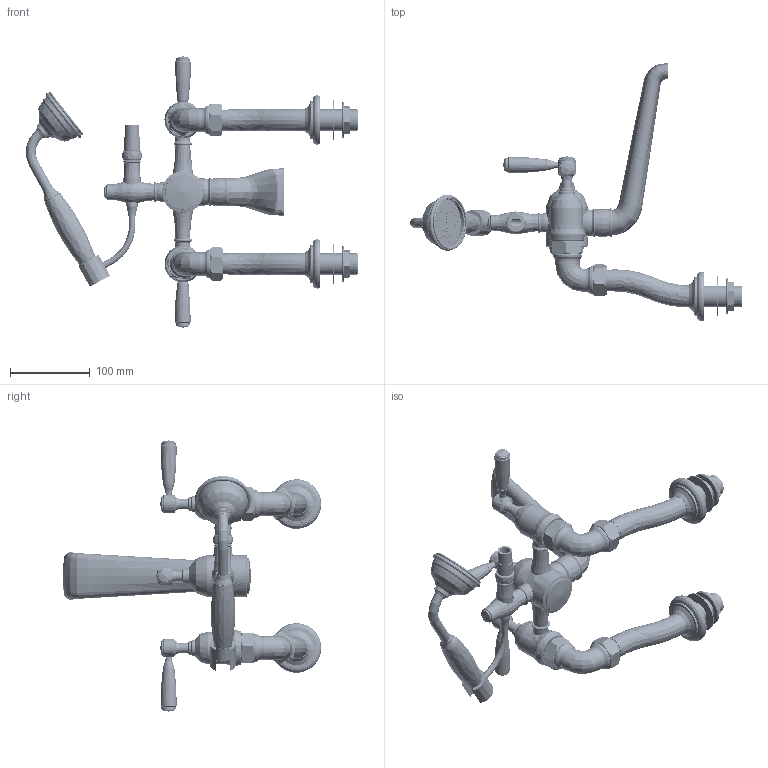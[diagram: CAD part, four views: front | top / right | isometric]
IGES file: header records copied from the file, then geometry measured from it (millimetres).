
Global section: file name: V2K31-C M W GBC; native system: Autodesk Inventor 2018; preprocessor: unknown; author: aduggalther; date: 20180123.084934; units: millimetre
Bounding box: 415.22 x 323.13 x 339.4 mm (x, y, z)
Volume: 921384.2 mm3; surface area: 431415.7 mm2
Topology: 99 solids, 105 shells, 3094 faces, 8781 edges, 5982 vertices
Faces by surface type: bspline 3094
